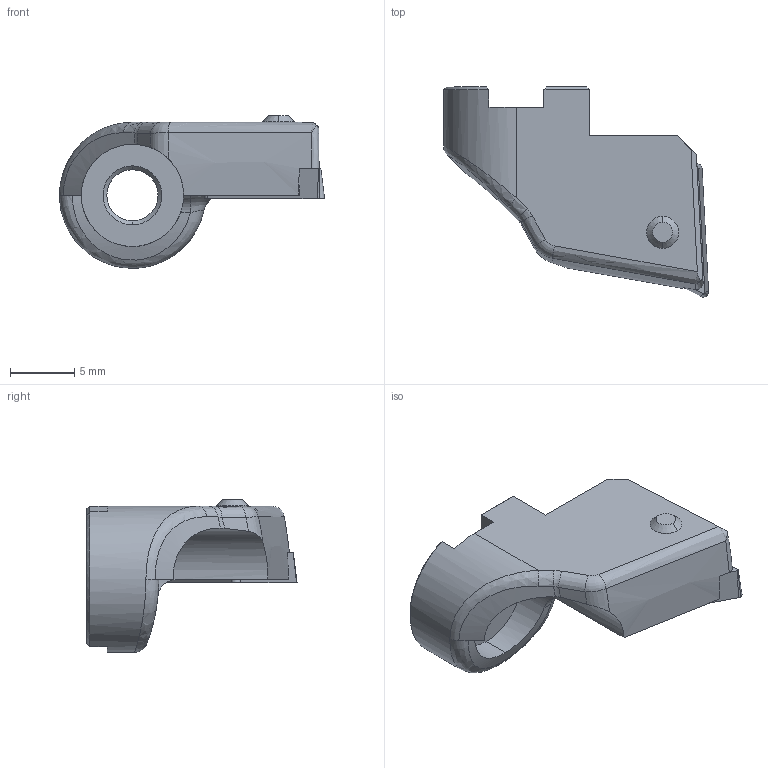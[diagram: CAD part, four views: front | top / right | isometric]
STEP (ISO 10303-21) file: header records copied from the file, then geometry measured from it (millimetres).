
FILE_DESCRIPTION(('no description'),'unknown implementation level');
FILE_NAME('17C2AD6C-E3FF-4C10-BF30-10994F56DB68_export.stp',' ',('CIMSOURCE GmbH'),('CADClick - KiM GmbH - www.kimweb.de'),'unknown preprocess','ACIS','unknown authorization');
FILE_SCHEMA(('automotive_design'));
Length unit declared in the file: millimetre
Products named in the file (3): 626.133 Kaiser ENH 33 TC11 50-60|655.383 Kaiser TCGT 110204 K10C;Kombinieren1; 626.133 Kaiser ENH 33 TC11 50-60|694.122 Kaiser ETL M2.5x6.5 T7 IP 10S;Kreismuster1; 626.133 Kaiser ENH 33 TC11 50-60|626.133 Kaiser ENH 33 TC11 50-60;Fase2
Bounding box: 20.7 x 16.4 x 11.92 mm (x, y, z)
Volume: 1085.6 mm3; surface area: 1232.2 mm2
Topology: 3 solids, 3 shells, 113 faces, 281 edges, 174 vertices
Faces by surface type: cylinder 36, plane 34, cone 26, bspline 9, torus 8
Entity records: 11561 total; most frequent: CARTESIAN_POINT 5642, STYLED_ITEM 570, PRESENTATION_STYLE_ASSIGNMENT 570, COLOUR_RGB 570, DIRECTION 567, ORIENTED_EDGE 560, EDGE_CURVE 280, CURVE_STYLE 280
